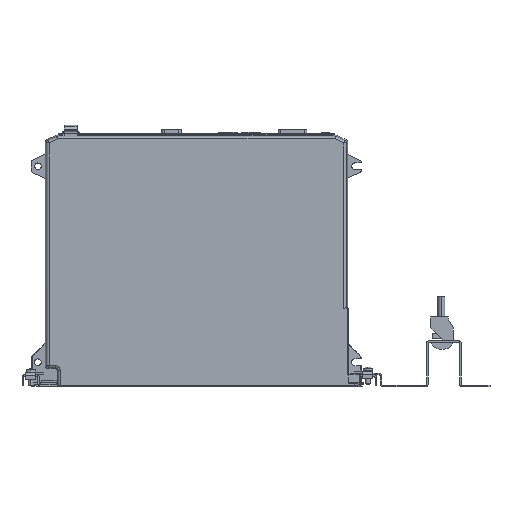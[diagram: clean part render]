
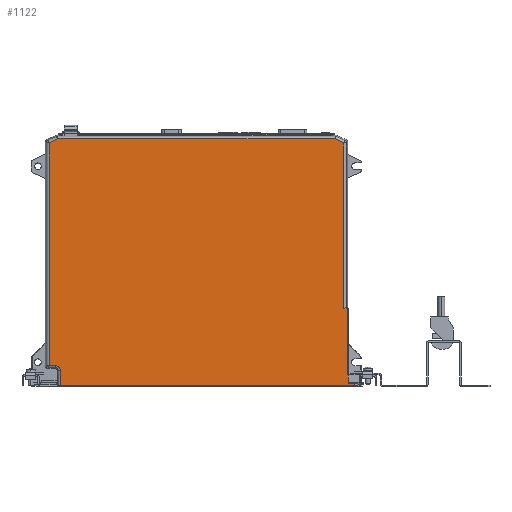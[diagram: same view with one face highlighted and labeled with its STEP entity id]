
A CAD part, left-side view. The second image highlights one B-rep face of the part: STEP entity #1122.
In plain terms, the highlighted planar face has unit normal (-1, 0, 0).
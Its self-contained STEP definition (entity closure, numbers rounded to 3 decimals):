
#146 = LINE ( 'NONE', #36110, #7888 ) ;
#1122 = ADVANCED_FACE ( 'NONE', ( #2959 ), #41984, .F. ) ;
#1268 = ORIENTED_EDGE ( 'NONE', *, *, #16029, .F. ) ;
#1281 = EDGE_CURVE ( 'NONE', #18692, #4310, #11166, .T. ) ;
#2032 = DIRECTION ( 'NONE',  ( 0., 0., -1. ) ) ;
#2732 = DIRECTION ( 'NONE',  ( 0., 1., 0. ) ) ;
#2868 = ORIENTED_EDGE ( 'NONE', *, *, #45730, .F. ) ;
#2876 = CARTESIAN_POINT ( 'NONE',  ( -24.5, -16.087, 17.903 ) ) ;
#2919 = CARTESIAN_POINT ( 'NONE',  ( -24.5, -268.5, 2.7 ) ) ;
#2959 = FACE_OUTER_BOUND ( 'NONE', #42975, .T. ) ;
#3207 = VECTOR ( 'NONE', #26121, 1000. ) ;
#3481 = VECTOR ( 'NONE', #20635, 1000. ) ;
#3794 = ORIENTED_EDGE ( 'NONE', *, *, #1281, .F. ) ;
#3893 = CARTESIAN_POINT ( 'NONE',  ( -24.5, -13.575, 18.057 ) ) ;
#4310 = VERTEX_POINT ( 'NONE', #8538 ) ;
#4557 = EDGE_CURVE ( 'NONE', #4310, #39728, #39978, .T. ) ;
#4672 = VECTOR ( 'NONE', #11526, 1000. ) ;
#4828 = VECTOR ( 'NONE', #10174, 1000. ) ;
#5318 = CARTESIAN_POINT ( 'NONE',  ( -24.5, -273.331, 107.557 ) ) ;
#5329 = ORIENTED_EDGE ( 'NONE', *, *, #18844, .F. ) ;
#5973 = CARTESIAN_POINT ( 'NONE',  ( -24.5, -256.126, 214.665 ) ) ;
#6266 = LINE ( 'NONE', #16156, #16249 ) ;
#6277 = LINE ( 'NONE', #31694, #3481 ) ;
#6423 = EDGE_CURVE ( 'NONE', #40353, #22569, #33688, .T. ) ;
#6643 = CARTESIAN_POINT ( 'NONE',  ( -24.5, -140.625, 2.7 ) ) ;
#6661 = CARTESIAN_POINT ( 'NONE',  ( -24.5, -15.374, 214.665 ) ) ;
#7538 = EDGE_CURVE ( 'NONE', #7847, #41321, #19279, .T. ) ;
#7653 = EDGE_CURVE ( 'NONE', #41321, #40158, #18579, .T. ) ;
#7847 = VERTEX_POINT ( 'NONE', #42524 ) ;
#7888 = VECTOR ( 'NONE', #18221, 1000. ) ;
#8167 = VECTOR ( 'NONE', #35233, 1000. ) ;
#8537 = VERTEX_POINT ( 'NONE', #33479 ) ;
#8538 = CARTESIAN_POINT ( 'NONE',  ( -24.5, -17.811, 13.554 ) ) ;
#8780 = ORIENTED_EDGE ( 'NONE', *, *, #34194, .F. ) ;
#9061 = CARTESIAN_POINT ( 'NONE',  ( -24.5, -268.5, 2.7 ) ) ;
#9075 = LINE ( 'NONE', #5318, #25944 ) ;
#9171 = ORIENTED_EDGE ( 'NONE', *, *, #6423, .F. ) ;
#9299 = CARTESIAN_POINT ( 'NONE',  ( -24.5, -267.5, 3.7 ) ) ;
#9784 = DIRECTION ( 'NONE',  ( 1., 0., 0. ) ) ;
#10018 = LINE ( 'NONE', #45724, #40092 ) ;
#10160 = CARTESIAN_POINT ( 'NONE',  ( -24.5, -17.811, 16.071 ) ) ;
#10174 = DIRECTION ( 'NONE',  ( 0., 0., -1. ) ) ;
#10771 = VERTEX_POINT ( 'NONE', #30081 ) ;
#11166 = LINE ( 'NONE', #25527, #43109 ) ;
#11526 = DIRECTION ( 'NONE',  ( 0., -0.906, -0.423 ) ) ;
#12903 = VERTEX_POINT ( 'NONE', #15961 ) ;
#13278 = EDGE_CURVE ( 'NONE', #8537, #17746, #25576, .T. ) ;
#13312 = CARTESIAN_POINT ( 'NONE',  ( -24.5, -17.811, 0.45 ) ) ;
#13472 = ORIENTED_EDGE ( 'NONE', *, *, #28831, .F. ) ;
#14434 = VERTEX_POINT ( 'NONE', #28236 ) ;
#15961 = CARTESIAN_POINT ( 'NONE',  ( -24.5, -7.919, 18.403 ) ) ;
#16029 = EDGE_CURVE ( 'NONE', #43156, #18692, #10018, .T. ) ;
#16156 = CARTESIAN_POINT ( 'NONE',  ( -24.5, -267.5, 107.557 ) ) ;
#16249 = VECTOR ( 'NONE', #23473, 1000. ) ;
#16318 = ORIENTED_EDGE ( 'NONE', *, *, #7538, .F. ) ;
#16592 = DIRECTION ( 'NONE',  ( 0., 0., -1. ) ) ;
#17674 = CARTESIAN_POINT ( 'NONE',  ( -24.5, -7.919, 113.863 ) ) ;
#17746 = VERTEX_POINT ( 'NONE', #35609 ) ;
#17881 = ORIENTED_EDGE ( 'NONE', *, *, #30644, .T. ) ;
#18023 = ORIENTED_EDGE ( 'NONE', *, *, #33787, .F. ) ;
#18221 = DIRECTION ( 'NONE',  ( 0., -1., 0. ) ) ;
#18579 = LINE ( 'NONE', #43736, #4672 ) ;
#18609 = CARTESIAN_POINT ( 'NONE',  ( -24.5, -273.331, 0.45 ) ) ;
#18692 = VERTEX_POINT ( 'NONE', #13312 ) ;
#18844 = EDGE_CURVE ( 'NONE', #10771, #8537, #146, .T. ) ;
#19279 = LINE ( 'NONE', #29421, #3207 ) ;
#20374 = CARTESIAN_POINT ( 'NONE',  ( -24.5, -273.331, 214.665 ) ) ;
#20635 = DIRECTION ( 'NONE',  ( 0., 0.999, 0.052 ) ) ;
#21331 = ORIENTED_EDGE ( 'NONE', *, *, #13278, .F. ) ;
#21853 = ORIENTED_EDGE ( 'NONE', *, *, #28277, .T. ) ;
#21872 = CARTESIAN_POINT ( 'NONE',  ( -24.5, -263.581, 107.557 ) ) ;
#22111 = LINE ( 'NONE', #21872, #31912 ) ;
#22290 = DIRECTION ( 'NONE',  ( 0., 0., -1. ) ) ;
#22569 = VERTEX_POINT ( 'NONE', #2919 ) ;
#23473 = DIRECTION ( 'NONE',  ( 0., 0., -1. ) ) ;
#23665 = CARTESIAN_POINT ( 'NONE',  ( -24.5, -267.5, 3.114 ) ) ;
#25527 = CARTESIAN_POINT ( 'NONE',  ( -24.5, -17.811, 107.557 ) ) ;
#25576 = LINE ( 'NONE', #39660, #37047 ) ;
#25669 = CARTESIAN_POINT ( 'NONE',  ( -24.5, -267.5, 9.941 ) ) ;
#25944 = VECTOR ( 'NONE', #2032, 1000. ) ;
#26121 = DIRECTION ( 'NONE',  ( 0., -1., 0. ) ) ;
#27590 = DIRECTION ( 'NONE',  ( 0., -1., 0. ) ) ;
#28236 = CARTESIAN_POINT ( 'NONE',  ( -24.5, -273.331, 2.7 ) ) ;
#28277 = EDGE_CURVE ( 'NONE', #46438, #12903, #28514, .T. ) ;
#28514 = LINE ( 'NONE', #17674, #4828 ) ;
#28831 = EDGE_CURVE ( 'NONE', #40158, #10771, #22111, .T. ) ;
#29390 = DIRECTION ( 'NONE',  ( 0., 0., -1. ) ) ;
#29421 = CARTESIAN_POINT ( 'NONE',  ( -24.5, -140.625, 214.665 ) ) ;
#30053 = VERTEX_POINT ( 'NONE', #25669 ) ;
#30081 = CARTESIAN_POINT ( 'NONE',  ( -24.5, -263.581, 67.348 ) ) ;
#30644 = EDGE_CURVE ( 'NONE', #30053, #17746, #6277, .T. ) ;
#30928 = ORIENTED_EDGE ( 'NONE', *, *, #35750, .F. ) ;
#31535 = ORIENTED_EDGE ( 'NONE', *, *, #4557, .F. ) ;
#31694 = CARTESIAN_POINT ( 'NONE',  ( -24.5, -267.246, 9.955 ) ) ;
#31912 = VECTOR ( 'NONE', #29390, 1000. ) ;
#33479 = CARTESIAN_POINT ( 'NONE',  ( -24.5, -266.5, 67.348 ) ) ;
#33688 =( BOUNDED_CURVE ( )  B_SPLINE_CURVE ( 3, ( #9299, #23665, #40576, #9061 ),
 .UNSPECIFIED., .F., .T. ) 
 B_SPLINE_CURVE_WITH_KNOTS ( ( 4, 4 ),
 ( 0., 1. ),
 .UNSPECIFIED. ) 
 CURVE ( )  GEOMETRIC_REPRESENTATION_ITEM ( )  RATIONAL_B_SPLINE_CURVE ( ( 1., 0.805, 0.805, 1. ) ) 
 REPRESENTATION_ITEM ( '' )  );
#33787 = EDGE_CURVE ( 'NONE', #39728, #12903, #45321, .T. ) ;
#34194 = EDGE_CURVE ( 'NONE', #14434, #43156, #9075, .T. ) ;
#34620 = VECTOR ( 'NONE', #27590, 1000. ) ;
#35141 = LINE ( 'NONE', #6661, #35422 ) ;
#35233 = DIRECTION ( 'NONE',  ( 0., 0.998, 0.061 ) ) ;
#35333 = CARTESIAN_POINT ( 'NONE',  ( -24.5, -17.811, 13.554 ) ) ;
#35422 = VECTOR ( 'NONE', #42167, 1000. ) ;
#35609 = CARTESIAN_POINT ( 'NONE',  ( -24.5, -266.5, 9.994 ) ) ;
#35750 = EDGE_CURVE ( 'NONE', #30053, #40353, #6266, .T. ) ;
#36110 = CARTESIAN_POINT ( 'NONE',  ( -24.5, -140.625, 67.348 ) ) ;
#37047 = VECTOR ( 'NONE', #22290, 1000. ) ;
#38404 = LINE ( 'NONE', #6643, #34620 ) ;
#38551 = CARTESIAN_POINT ( 'NONE',  ( -24.5, -267.5, 3.7 ) ) ;
#39392 = AXIS2_PLACEMENT_3D ( 'NONE', #20374, #9784, #16592 ) ;
#39660 = CARTESIAN_POINT ( 'NONE',  ( -24.5, -266.5, 107.557 ) ) ;
#39728 = VERTEX_POINT ( 'NONE', #3893 ) ;
#39978 =( BOUNDED_CURVE ( )  B_SPLINE_CURVE ( 3, ( #35333, #10160, #2876, #45641 ),
 .UNSPECIFIED., .F., .T. ) 
 B_SPLINE_CURVE_WITH_KNOTS ( ( 4, 4 ),
 ( 0., 1. ),
 .UNSPECIFIED. ) 
 CURVE ( )  GEOMETRIC_REPRESENTATION_ITEM ( )  RATIONAL_B_SPLINE_CURVE ( ( 1., 0.819, 0.819, 1. ) ) 
 REPRESENTATION_ITEM ( '' )  );
#40092 = VECTOR ( 'NONE', #2732, 1000. ) ;
#40158 = VERTEX_POINT ( 'NONE', #40685 ) ;
#40353 = VERTEX_POINT ( 'NONE', #38551 ) ;
#40576 = CARTESIAN_POINT ( 'NONE',  ( -24.5, -267.914, 2.7 ) ) ;
#40685 = CARTESIAN_POINT ( 'NONE',  ( -24.5, -263.581, 211.188 ) ) ;
#40880 = ORIENTED_EDGE ( 'NONE', *, *, #7653, .F. ) ;
#41321 = VERTEX_POINT ( 'NONE', #5973 ) ;
#41801 = CARTESIAN_POINT ( 'NONE',  ( -24.5, -7.176, 18.448 ) ) ;
#41984 = PLANE ( 'NONE',  #39392 ) ;
#42167 = DIRECTION ( 'NONE',  ( 0., -0.906, 0.423 ) ) ;
#42304 = CARTESIAN_POINT ( 'NONE',  ( -24.5, -7.919, 211.188 ) ) ;
#42524 = CARTESIAN_POINT ( 'NONE',  ( -24.5, -15.374, 214.665 ) ) ;
#42949 = DIRECTION ( 'NONE',  ( 0., 0., 1. ) ) ;
#42975 = EDGE_LOOP ( 'NONE', ( #21331, #5329, #13472, #40880, #16318, #2868, #21853, #18023, #31535, #3794, #1268, #8780, #43577, #9171, #30928, #17881 ) ) ;
#43083 = EDGE_CURVE ( 'NONE', #22569, #14434, #38404, .T. ) ;
#43109 = VECTOR ( 'NONE', #42949, 1000. ) ;
#43156 = VERTEX_POINT ( 'NONE', #18609 ) ;
#43577 = ORIENTED_EDGE ( 'NONE', *, *, #43083, .F. ) ;
#43736 = CARTESIAN_POINT ( 'NONE',  ( -24.5, -263.581, 211.188 ) ) ;
#45321 = LINE ( 'NONE', #41801, #8167 ) ;
#45641 = CARTESIAN_POINT ( 'NONE',  ( -24.5, -13.575, 18.057 ) ) ;
#45724 = CARTESIAN_POINT ( 'NONE',  ( -24.5, -140.625, 0.45 ) ) ;
#45730 = EDGE_CURVE ( 'NONE', #46438, #7847, #35141, .T. ) ;
#46438 = VERTEX_POINT ( 'NONE', #42304 ) ;
